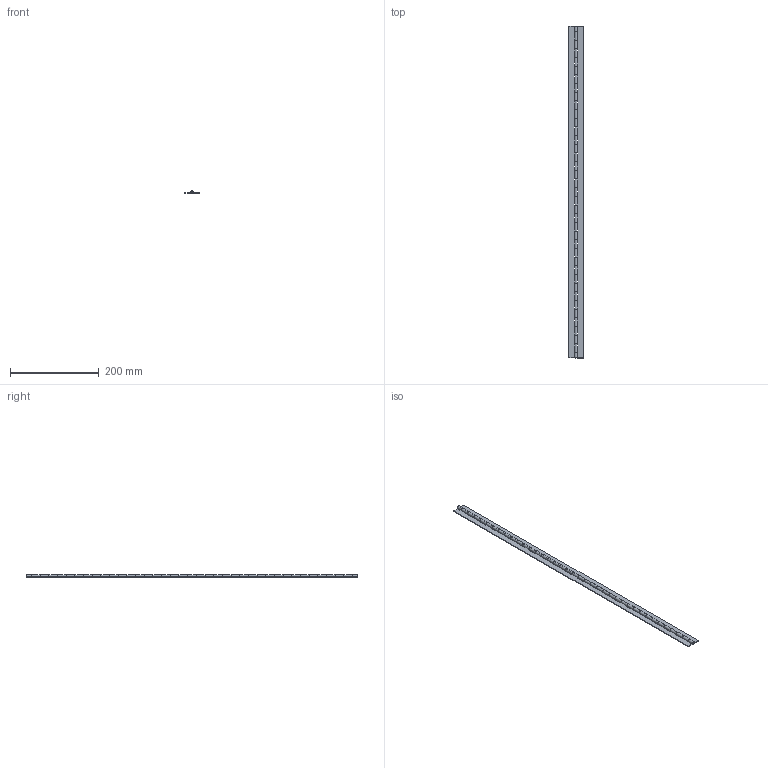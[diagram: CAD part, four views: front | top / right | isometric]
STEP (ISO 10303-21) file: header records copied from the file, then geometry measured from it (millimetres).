
FILE_DESCRIPTION (( 'STEP AP214' ), '1' );
FILE_NAME ('TH_76_4.STEP', '2015-05-22T01:19:43', ( '' ), ( '' ), 'SwSTEP 2.0', 'SolidWorks 2015', '' );
FILE_SCHEMA (( 'AUTOMOTIVE_DESIGN' ));
Length unit declared in the file: millimetre
Products named in the file (4): shaft; hinge piece_A; hinge piece_B; TH_76_4
Assembly tree (3 placements, depth 2):
  TH_76_4
    hinge piece_B
    hinge piece_A
    shaft
Bounding box: 32 x 750 x 6.7 mm (x, y, z)
Volume: 56811.7 mm3; surface area: 77300.3 mm2
Topology: 3 solids, 3 shells, 246 faces, 720 edges, 480 vertices
Faces by surface type: plane 166, cylinder 80
Entity records: 8298 total; most frequent: CARTESIAN_POINT 1452, ORIENTED_EDGE 1440, DIRECTION 1384, EDGE_CURVE 720, LINE 560, VECTOR 560, VERTEX_POINT 480, AXIS2_PLACEMENT_3D 412
